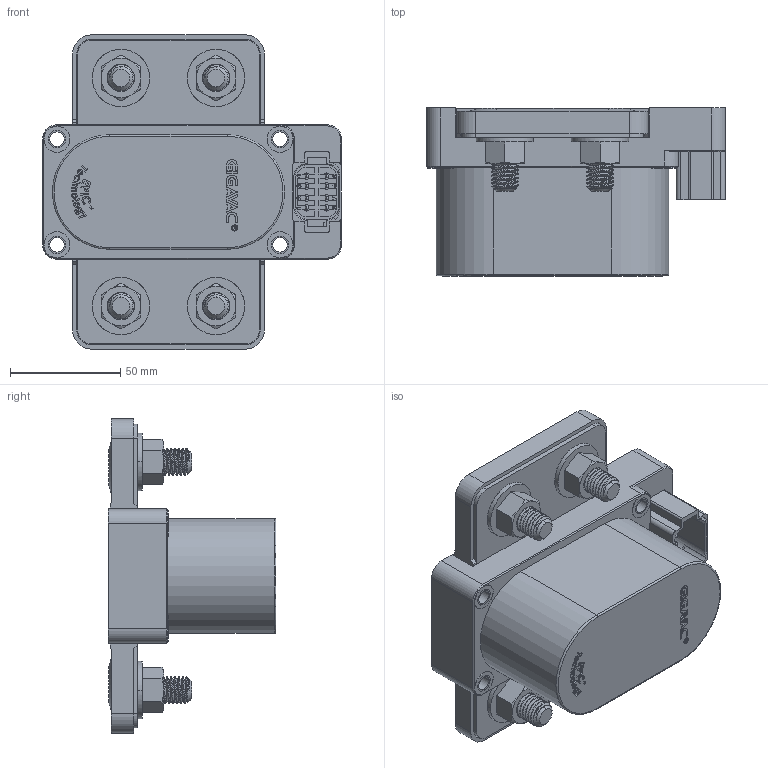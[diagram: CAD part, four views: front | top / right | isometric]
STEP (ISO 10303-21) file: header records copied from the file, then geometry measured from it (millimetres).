
FILE_DESCRIPTION (( 'STEP AP214' ), '1' );
FILE_NAME ('GX110_step_121815.STEP', '2015-12-18T18:57:20', ( 'Temp' ), ( '' ), 'SwSTEP 2.0', 'SolidWorks 2014', '' );
FILE_SCHEMA (( 'AUTOMOTIVE_DESIGN' ));
Length unit declared in the file: inch
Products named in the file (1): GX110_step_121815
Bounding box: 135.64 x 76.18 x 142.65 mm (x, y, z)
Volume: 232360.9 mm3; surface area: 180528.2 mm2
Topology: 30 solids, 30 shells, 2679 faces, 7157 edges, 4666 vertices
Faces by surface type: plane 1128, cylinder 1078, bspline 233, cone 126, torus 114
Entity records: 159979 total; most frequent: CARTESIAN_POINT 61006, ORIENTED_EDGE 14298, DIRECTION 12063, EDGE_CURVE 7149, VERTEX_POINT 4666, AXIS2_PLACEMENT_3D 4181, LINE 3701, VECTOR 3701
